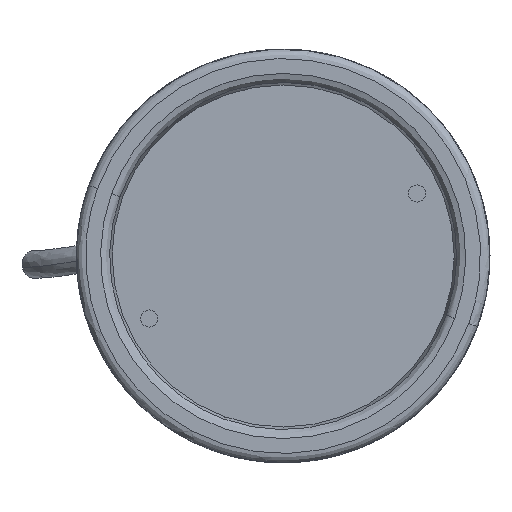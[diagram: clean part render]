
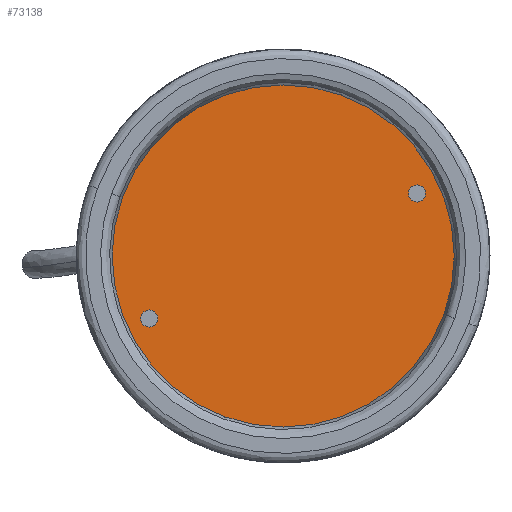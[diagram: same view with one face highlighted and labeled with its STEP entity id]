
A CAD part, front view. The second image highlights one B-rep face of the part: STEP entity #73138.
In plain terms, the highlighted planar face has unit normal (0, -1, 0).
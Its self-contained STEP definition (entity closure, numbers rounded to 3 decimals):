
#306 = DIRECTION ( 'NONE',  ( 0., -1., 0. ) ) ;
#989 = EDGE_LOOP ( 'NONE', ( #3509, #58775 ) ) ;
#1912 = AXIS2_PLACEMENT_3D ( 'NONE', #45020, #75107, #9026 ) ;
#3151 = CIRCLE ( 'NONE', #1912, 55. ) ;
#3168 = CARTESIAN_POINT ( 'NONE',  ( 33.588, 5.2, 33.588 ) ) ;
#3509 = ORIENTED_EDGE ( 'NONE', *, *, #54012, .F. ) ;
#5237 = VERTEX_POINT ( 'NONE', #5694 ) ;
#5694 = CARTESIAN_POINT ( 'NONE',  ( -36.338, 5.2, -33.588 ) ) ;
#6594 = CARTESIAN_POINT ( 'NONE',  ( 36.338, 5.2, 33.588 ) ) ;
#7756 = CARTESIAN_POINT ( 'NONE',  ( 0., 5.2, 0. ) ) ;
#8417 = DIRECTION ( 'NONE',  ( 0., -1., 0. ) ) ;
#9026 = DIRECTION ( 'NONE',  ( 0., 0., -1. ) ) ;
#9344 = CARTESIAN_POINT ( 'NONE',  ( -110., 5.2, -110. ) ) ;
#11854 = CARTESIAN_POINT ( 'NONE',  ( 0., 5.2, -55. ) ) ;
#15777 = EDGE_LOOP ( 'NONE', ( #32609, #72239 ) ) ;
#23556 = DIRECTION ( 'NONE',  ( 0., -1., 0. ) ) ;
#25164 = AXIS2_PLACEMENT_3D ( 'NONE', #9344, #57616, #33482 ) ;
#28868 = DIRECTION ( 'NONE',  ( 0., -1., 0. ) ) ;
#30067 = CARTESIAN_POINT ( 'NONE',  ( -30.838, 5.2, -33.588 ) ) ;
#30219 = VERTEX_POINT ( 'NONE', #51806 ) ;
#32173 = CIRCLE ( 'NONE', #59984, 55. ) ;
#32609 = ORIENTED_EDGE ( 'NONE', *, *, #69982, .F. ) ;
#32702 = FACE_OUTER_BOUND ( 'NONE', #33567, .T. ) ;
#33482 = DIRECTION ( 'NONE',  ( 0., 0., 1. ) ) ;
#33516 = CARTESIAN_POINT ( 'NONE',  ( 30.838, 5.2, 33.588 ) ) ;
#33567 = EDGE_LOOP ( 'NONE', ( #33880, #58604 ) ) ;
#33880 = ORIENTED_EDGE ( 'NONE', *, *, #61138, .T. ) ;
#36326 = CARTESIAN_POINT ( 'NONE',  ( -33.588, 5.2, -33.588 ) ) ;
#36374 = CIRCLE ( 'NONE', #64154, 2.75 ) ;
#38760 = VERTEX_POINT ( 'NONE', #33516 ) ;
#38996 = DIRECTION ( 'NONE',  ( 0., -1., 0. ) ) ;
#39427 = FACE_BOUND ( 'NONE', #989, .T. ) ;
#45020 = CARTESIAN_POINT ( 'NONE',  ( 0., 5.2, 0. ) ) ;
#46201 = EDGE_CURVE ( 'NONE', #30219, #65132, #32173, .T. ) ;
#46527 = FACE_BOUND ( 'NONE', #15777, .T. ) ;
#47600 = CIRCLE ( 'NONE', #76695, 2.75 ) ;
#51534 = AXIS2_PLACEMENT_3D ( 'NONE', #3168, #28868, #58538 ) ;
#51806 = CARTESIAN_POINT ( 'NONE',  ( 0., 5.2, 55. ) ) ;
#52573 = EDGE_CURVE ( 'NONE', #38760, #67238, #36374, .T. ) ;
#52671 = CIRCLE ( 'NONE', #78113, 2.75 ) ;
#53621 = CARTESIAN_POINT ( 'NONE',  ( 33.588, 5.2, 33.588 ) ) ;
#54012 = EDGE_CURVE ( 'NONE', #67734, #5237, #52671, .T. ) ;
#57616 = DIRECTION ( 'NONE',  ( 0., 1., 0. ) ) ;
#58538 = DIRECTION ( 'NONE',  ( 1., 0., 0. ) ) ;
#58604 = ORIENTED_EDGE ( 'NONE', *, *, #46201, .T. ) ;
#58775 = ORIENTED_EDGE ( 'NONE', *, *, #64550, .F. ) ;
#59576 = DIRECTION ( 'NONE',  ( 1., 0., 0. ) ) ;
#59984 = AXIS2_PLACEMENT_3D ( 'NONE', #7756, #38996, #75003 ) ;
#60451 = DIRECTION ( 'NONE',  ( 1., 0., 0. ) ) ;
#61138 = EDGE_CURVE ( 'NONE', #65132, #30219, #3151, .T. ) ;
#62640 = DIRECTION ( 'NONE',  ( 1., 0., 0. ) ) ;
#64154 = AXIS2_PLACEMENT_3D ( 'NONE', #53621, #23556, #59576 ) ;
#64211 = CIRCLE ( 'NONE', #51534, 2.75 ) ;
#64550 = EDGE_CURVE ( 'NONE', #5237, #67734, #47600, .T. ) ;
#65132 = VERTEX_POINT ( 'NONE', #11854 ) ;
#67238 = VERTEX_POINT ( 'NONE', #6594 ) ;
#67734 = VERTEX_POINT ( 'NONE', #30067 ) ;
#69982 = EDGE_CURVE ( 'NONE', #67238, #38760, #64211, .T. ) ;
#72239 = ORIENTED_EDGE ( 'NONE', *, *, #52573, .F. ) ;
#73138 = ADVANCED_FACE ( 'NONE', ( #46527, #39427, #32702 ), #76210, .F. ) ;
#73353 = CARTESIAN_POINT ( 'NONE',  ( -33.588, 5.2, -33.588 ) ) ;
#75003 = DIRECTION ( 'NONE',  ( 0., 0., -1. ) ) ;
#75107 = DIRECTION ( 'NONE',  ( 0., -1., 0. ) ) ;
#76210 = PLANE ( 'NONE',  #25164 ) ;
#76695 = AXIS2_PLACEMENT_3D ( 'NONE', #73353, #8417, #62640 ) ;
#78113 = AXIS2_PLACEMENT_3D ( 'NONE', #36326, #306, #60451 ) ;
